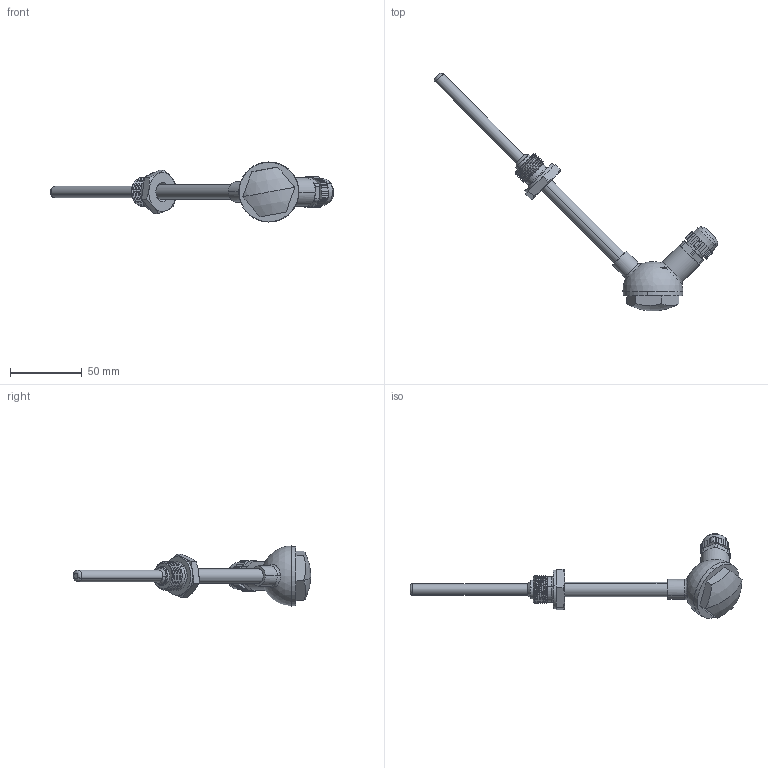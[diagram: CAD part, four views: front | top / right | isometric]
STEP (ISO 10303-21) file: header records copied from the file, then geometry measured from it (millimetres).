
FILE_DESCRIPTION (( 'STEP AP214' ), '1' );
FILE_NAME ('ﾄﾒﾑ065-ﾐﾒ100.ﾂ3.100.STEP', '2020-01-30T08:45:06', ( '' ), ( '' ), 'SwSTEP 2.0', 'SolidWorks 2019', '' );
FILE_SCHEMA (( 'AUTOMOTIVE_DESIGN' ));
Length unit declared in the file: millimetre
Products named in the file (15): Ïåðåõîä 1ê1; Òðóáêà Ä8; 视略.712521.420.202(署赅); 忺摎錪2; Òðóáêà Ä10; Ãàéêà; (141)弝謹.713751.430.141; ﾘ琺矜; Ïðîâîä õ3; 4; ﾄﾒﾑ065-ﾐﾒ100.ﾂ3.100; 3; 忺摎錪3; 忺摎錪1; Ãîëîâêà äàò÷èêà ìàëàÿ
Assembly tree (30 placements, depth 2):
  ﾄﾒﾑ065-ﾐﾒ100.ﾂ3.100
    Ãîëîâêà äàò÷èêà ìàëàÿ
    Òðóáêà Ä10
    Òðóáêà Ä8
    (141)弝謹.713751.430.141
    Ïåðåõîä 1ê1
    视略.712521.420.202(署赅)
    4
    3
    ﾘ琺矜  x12
    Ãàéêà  x6
    Ïðîâîä õ3
    忺摎錪1
    忺摎錪2
    忺摎錪3
Bounding box: 197.85 x 166.1 x 42 mm (x, y, z)
Volume: 43062.3 mm3; surface area: 38967.8 mm2
Topology: 32 solids, 32 shells, 687 faces, 1636 edges, 1030 vertices
Faces by surface type: plane 264, cylinder 175, bspline 172, cone 61, torus 12, sphere 3
Entity records: 29392 total; most frequent: CARTESIAN_POINT 14273, ORIENTED_EDGE 2644, DIRECTION 2057, EDGE_CURVE 1322, VERTEX_POINT 831, AXIS2_PLACEMENT_3D 787, EDGE_LOOP 577, FACE_OUTER_BOUND 541
